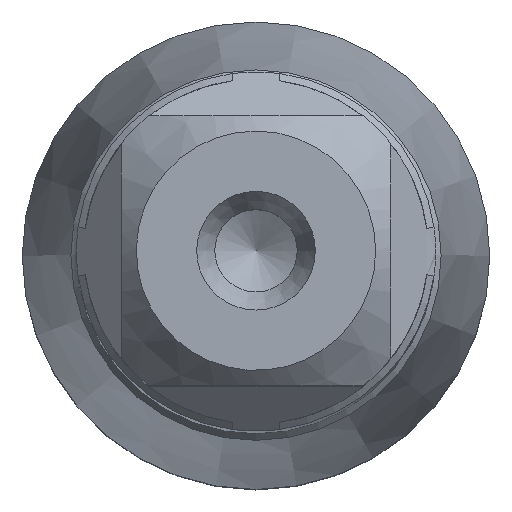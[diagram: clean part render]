
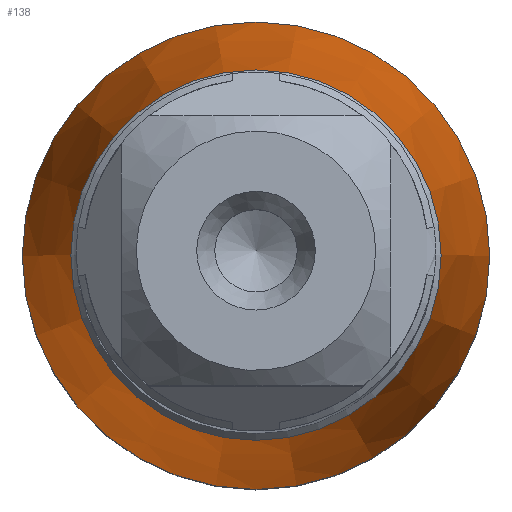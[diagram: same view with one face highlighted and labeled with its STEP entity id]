
A CAD part, top view. The second image highlights one B-rep face of the part: STEP entity #138.
In plain terms, the highlighted conical face has half-angle 8 degrees and reference radius 5.617 mm.
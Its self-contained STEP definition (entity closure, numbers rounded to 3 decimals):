
#107=CONICAL_SURFACE('',#628,5.618,8.);
#138=ADVANCED_FACE('',(#184,#185),#107,.T.);
#184=FACE_BOUND('',#233,.T.);
#185=FACE_BOUND('',#234,.T.);
#233=EDGE_LOOP('',(#359));
#234=EDGE_LOOP('',(#360));
#359=ORIENTED_EDGE('',*,*,#477,.F.);
#360=ORIENTED_EDGE('',*,*,#478,.T.);
#413=VERTEX_POINT('',#1009);
#414=VERTEX_POINT('',#1012);
#477=EDGE_CURVE('',#413,#413,#504,.T.);
#478=EDGE_CURVE('',#414,#414,#505,.T.);
#504=CIRCLE('',#625,5.618);
#505=CIRCLE('',#627,7.091);
#625=AXIS2_PLACEMENT_3D('',#1008,#776,#777);
#627=AXIS2_PLACEMENT_3D('',#1011,#780,#781);
#628=AXIS2_PLACEMENT_3D('',#1013,#782,#783);
#776=DIRECTION('',(0.,0.,1.));
#777=DIRECTION('',(1.,0.,0.));
#780=DIRECTION('',(0.,0.,1.));
#781=DIRECTION('',(-1.,0.,0.));
#782=DIRECTION('',(0.,0.,-1.));
#783=DIRECTION('',(-1.,0.,0.));
#1008=CARTESIAN_POINT('',(0.,0.,-76.9));
#1009=CARTESIAN_POINT('',(5.618,0.,-76.9));
#1011=CARTESIAN_POINT('',(0.,0.,-87.387));
#1012=CARTESIAN_POINT('',(-7.091,0.,-87.387));
#1013=CARTESIAN_POINT('',(0.,0.,-76.9));
